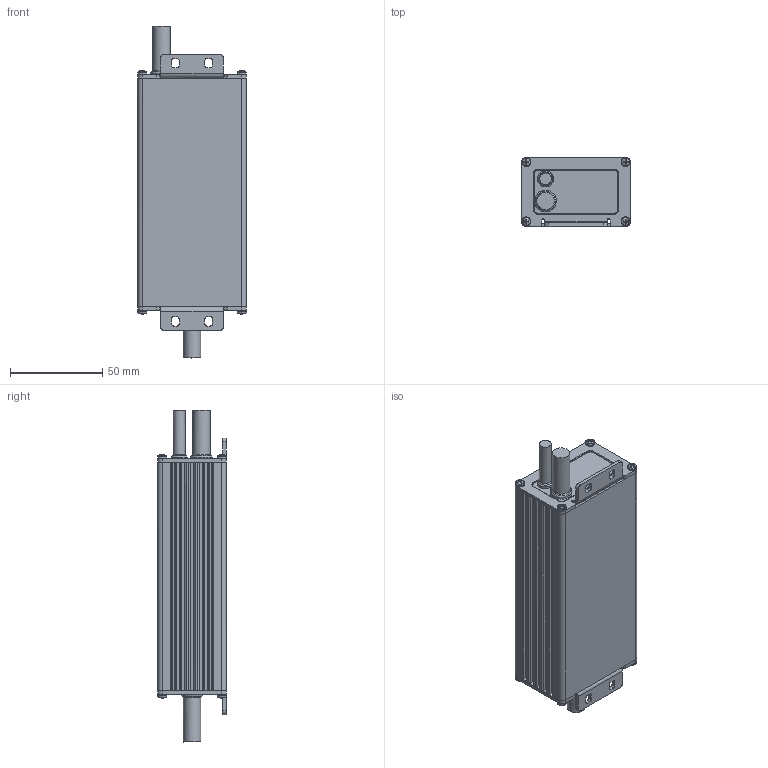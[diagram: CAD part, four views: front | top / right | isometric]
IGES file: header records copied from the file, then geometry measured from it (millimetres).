
Global section: file name: PLED-75W; native system: Autodesk Inventor 2014; preprocessor: unknown; author: paul.kolenda; date: 20140110.141020; units: inch
Bounding box: 58.9 x 37.3 x 180.11 mm (x, y, z)
Volume: 50661.5 mm3; surface area: 68804.4 mm2
Topology: 14 solids, 14 shells, 494 faces, 1389 edges, 931 vertices
Faces by surface type: bspline 494
